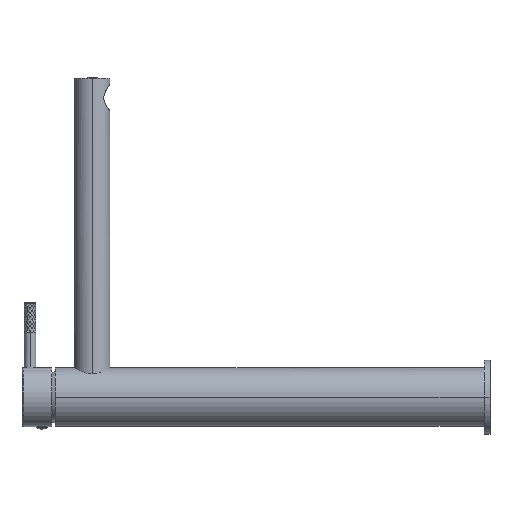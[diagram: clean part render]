
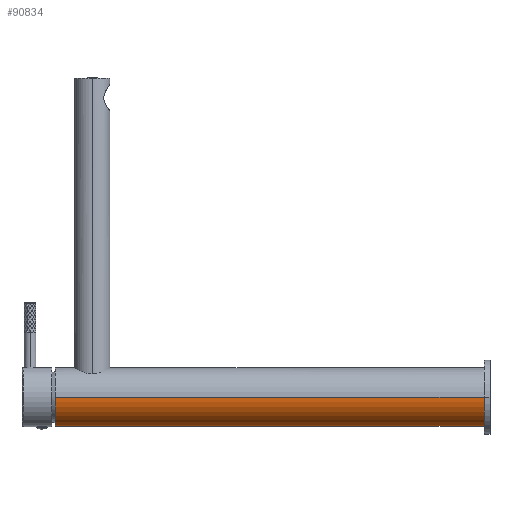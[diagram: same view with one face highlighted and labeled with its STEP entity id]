
A CAD part, left-side view. The second image highlights one B-rep face of the part: STEP entity #90834.
In plain terms, the highlighted cylindrical face has radius 19.75 mm (diameter 39.5 mm), a partial arc.
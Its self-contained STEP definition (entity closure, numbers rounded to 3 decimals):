
#33864=CARTESIAN_POINT('',(0.,0.,0.));
#33865=DIRECTION('',(0.,-1.,0.));
#33866=DIRECTION('',(-1.,0.,0.));
#33867=AXIS2_PLACEMENT_3D('',#33864,#33865,#33866);
#33869=DIRECTION('',(0.,1.,0.));
#33870=VECTOR('',#33869,290.);
#33871=CARTESIAN_POINT('',(19.75,0.,0.));
#33872=LINE('',#33871,#33870);
#33873=DIRECTION('',(0.,1.,0.));
#33874=VECTOR('',#33873,290.);
#33875=CARTESIAN_POINT('',(-19.75,0.,0.));
#33876=LINE('',#33875,#33874);
#38388=CARTESIAN_POINT('',(0.,290.,0.));
#38389=DIRECTION('',(0.,1.,0.));
#38390=DIRECTION('',(1.,0.,0.));
#38391=AXIS2_PLACEMENT_3D('',#38388,#38389,#38390);
#49542=CARTESIAN_POINT('',(19.75,290.,0.));
#49543=CARTESIAN_POINT('',(-19.75,290.,0.));
#49544=VERTEX_POINT('',#49542);
#49545=VERTEX_POINT('',#49543);
#49986=CARTESIAN_POINT('',(19.75,0.,0.));
#49987=CARTESIAN_POINT('',(-19.75,0.,0.));
#49988=VERTEX_POINT('',#49986);
#49989=VERTEX_POINT('',#49987);
#90821=CARTESIAN_POINT('',(0.,304.5,0.));
#90822=DIRECTION('',(0.,-1.,0.));
#90823=DIRECTION('',(-1.,0.,0.));
#90824=AXIS2_PLACEMENT_3D('',#90821,#90822,#90823);
#90825=CYLINDRICAL_SURFACE('',#90824,19.75);
#90827=ORIENTED_EDGE('',*,*,#90826,.T.);
#90828=ORIENTED_EDGE('',*,*,#90803,.T.);
#90830=ORIENTED_EDGE('',*,*,#90829,.T.);
#90831=ORIENTED_EDGE('',*,*,#90799,.F.);
#90832=EDGE_LOOP('',(#90827,#90828,#90830,#90831));
#90833=FACE_OUTER_BOUND('',#90832,.F.);
#90834=ADVANCED_FACE('',(#90833),#90825,.T.);
#33868=CIRCLE('',#33867,19.75);
#38392=CIRCLE('',#38391,19.75);
#90799=EDGE_CURVE('',#49989,#49545,#33876,.T.);
#90803=EDGE_CURVE('',#49988,#49544,#33872,.T.);
#90826=EDGE_CURVE('',#49989,#49988,#33868,.T.);
#90829=EDGE_CURVE('',#49544,#49545,#38392,.T.);
